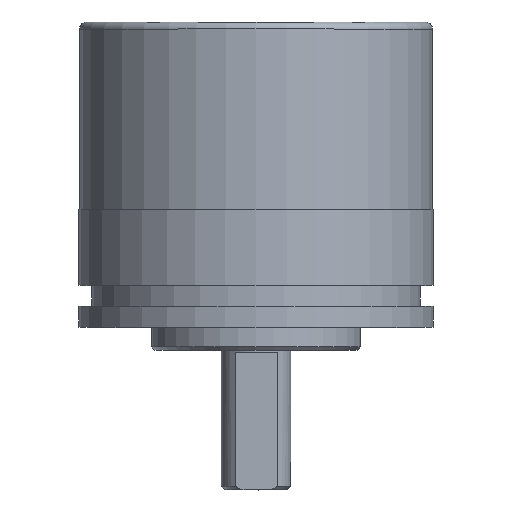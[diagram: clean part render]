
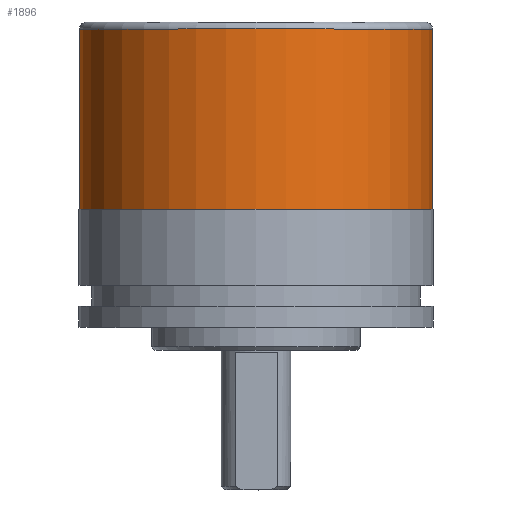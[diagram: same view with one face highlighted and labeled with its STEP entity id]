
A CAD part, top view. The second image highlights one B-rep face of the part: STEP entity #1896.
In plain terms, the highlighted cylindrical face has radius 25.3 mm (diameter 50.6 mm), a partial arc.
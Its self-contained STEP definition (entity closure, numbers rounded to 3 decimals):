
#449 = LINE ( 'NONE', #1765, #19703 ) ;
#472 = EDGE_CURVE ( 'NONE', #17318, #3277, #449, .T. ) ;
#905 = DIRECTION ( 'NONE',  ( 0., -1., 0. ) ) ;
#1232 = CYLINDRICAL_SURFACE ( 'NONE', #10536, 25.3 ) ;
#1615 = ORIENTED_EDGE ( 'NONE', *, *, #21041, .T. ) ;
#1765 = CARTESIAN_POINT ( 'NONE',  ( 16.771, 20.2, -18.943 ) ) ;
#1890 = CARTESIAN_POINT ( 'NONE',  ( -16.771, 20.2, -18.943 ) ) ;
#1896 = ADVANCED_FACE ( 'NONE', ( #10998 ), #1232, .T. ) ;
#2541 = VECTOR ( 'NONE', #19460, 1000. ) ;
#3117 = EDGE_CURVE ( 'NONE', #13474, #10728, #16583, .T. ) ;
#3277 = VERTEX_POINT ( 'NONE', #7799 ) ;
#4339 = DIRECTION ( 'NONE',  ( -1., 0., 0. ) ) ;
#7389 = CARTESIAN_POINT ( 'NONE',  ( 0., 20.2, 0. ) ) ;
#7799 = CARTESIAN_POINT ( 'NONE',  ( 16.771, 46., -18.943 ) ) ;
#8833 = CARTESIAN_POINT ( 'NONE',  ( -16.771, 20.2, -18.943 ) ) ;
#9772 = DIRECTION ( 'NONE',  ( -1., 0., 0. ) ) ;
#9885 = EDGE_CURVE ( 'NONE', #17318, #10728, #18858, .T. ) ;
#10536 = AXIS2_PLACEMENT_3D ( 'NONE', #12536, #905, #14224 ) ;
#10728 = VERTEX_POINT ( 'NONE', #8833 ) ;
#10998 = FACE_OUTER_BOUND ( 'NONE', #16418, .T. ) ;
#11366 = DIRECTION ( 'NONE',  ( 0., -1., 0. ) ) ;
#12432 = CARTESIAN_POINT ( 'NONE',  ( -16.771, 46., -18.943 ) ) ;
#12478 = CARTESIAN_POINT ( 'NONE',  ( 0., 46., 0. ) ) ;
#12536 = CARTESIAN_POINT ( 'NONE',  ( 0., 20.2, 0. ) ) ;
#12941 = CIRCLE ( 'NONE', #13983, 25.3 ) ;
#13067 = AXIS2_PLACEMENT_3D ( 'NONE', #7389, #13938, #4339 ) ;
#13474 = VERTEX_POINT ( 'NONE', #12432 ) ;
#13914 = ORIENTED_EDGE ( 'NONE', *, *, #472, .T. ) ;
#13938 = DIRECTION ( 'NONE',  ( 0., -1., 0. ) ) ;
#13983 = AXIS2_PLACEMENT_3D ( 'NONE', #12478, #11366, #9772 ) ;
#14224 = DIRECTION ( 'NONE',  ( -1., 0., 0. ) ) ;
#14544 = ORIENTED_EDGE ( 'NONE', *, *, #9885, .F. ) ;
#15173 = DIRECTION ( 'NONE',  ( 0., 1., 0. ) ) ;
#16418 = EDGE_LOOP ( 'NONE', ( #13914, #1615, #20318, #14544 ) ) ;
#16583 = LINE ( 'NONE', #1890, #2541 ) ;
#17318 = VERTEX_POINT ( 'NONE', #21194 ) ;
#18858 = CIRCLE ( 'NONE', #13067, 25.3 ) ;
#19460 = DIRECTION ( 'NONE',  ( 0., -1., 0. ) ) ;
#19703 = VECTOR ( 'NONE', #15173, 1000. ) ;
#20318 = ORIENTED_EDGE ( 'NONE', *, *, #3117, .T. ) ;
#21041 = EDGE_CURVE ( 'NONE', #3277, #13474, #12941, .T. ) ;
#21194 = CARTESIAN_POINT ( 'NONE',  ( 16.771, 20.2, -18.943 ) ) ;
